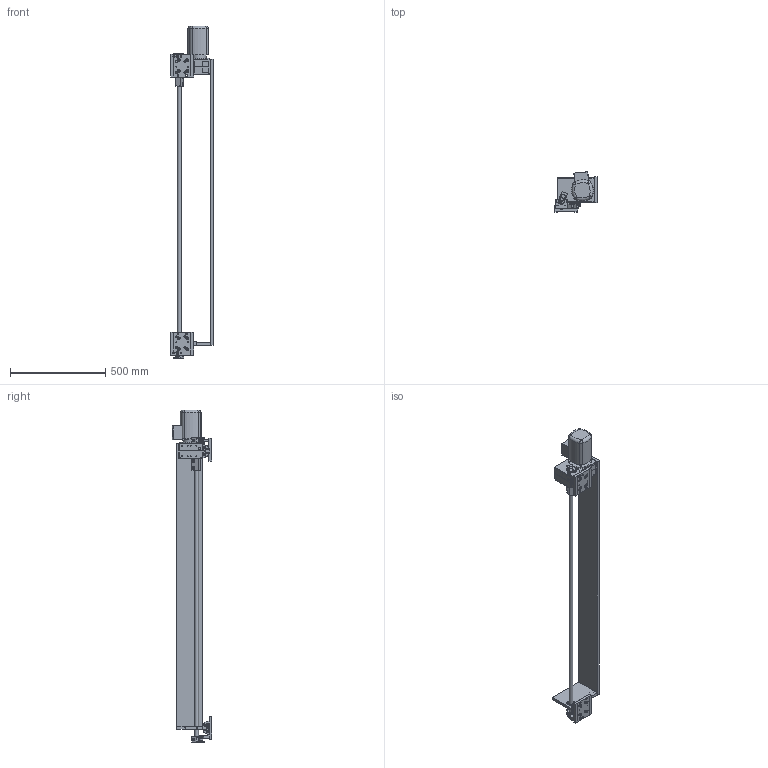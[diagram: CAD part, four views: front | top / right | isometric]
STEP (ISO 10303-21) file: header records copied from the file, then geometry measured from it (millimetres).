
FILE_DESCRIPTION((''),'2;1');
FILE_NAME('14658-202 - 1500.stp','2006-11-07T13:53:10',('Krister'),(''),'Autodesk Inventor 11','Autodesk Inventor 11','');
FILE_SCHEMA(('AUTOMOTIVE_DESIGN { 1 0 10303 214 1 1 1 1 }'));
Length unit declared in the file: millimetre
Products named in the file (27): 14658-202 - 1500; MEAB_MOVER; MEAB_MOVER-002; MEAB_MOVER-003; MEAB_MOVER-004; DIN 625 T1 - 6004 - 20 x 42 x 12; DIN 3760 - A - 20 x 32 x 7 - NBR; ISO 2338 - 8 h8 x 28; 56G4; 14658-106; 14658-103; 14658-105; ISO 4032 - M8; BMB 25; BMB 25 - 120; 14658-211; 14658-104; 14658-209-1500; 14658-205; 14658-107; 14658-102; NATV 6 PP; ISO 8735 - 6 x 28 - A; 14658-203; 14658-206; 14658-208-1500; 14658-107_MIR
Assembly tree (42 placements, depth 3):
  14658-202 - 1500
    MEAB_MOVER
      MEAB_MOVER-002
      MEAB_MOVER-003
      MEAB_MOVER-004
      DIN 625 T1 - 6004 - 20 x 42 x 12  x2
      DIN 3760 - A - 20 x 32 x 7 - NBR  x2
      ISO 2338 - 8 h8 x 28  x2
      56G4
    14658-106  x2
      14658-103
      14658-105
      ISO 4032 - M8
    BMB 25  x2
    BMB 25 - 120  x2
    14658-211
    14658-104  x2
    14658-209-1500
    14658-205
    DIN 625 T1 - 6004 - 20 x 42 x 12
    14658-107  x2
      14658-102
      NATV 6 PP
      ISO 8735 - 6 x 28 - A
      14658-104
    14658-203
    14658-206
    14658-208-1500
    14658-107_MIR
      14658-102
      NATV 6 PP
      ISO 8735 - 6 x 28 - A
      14658-104
Bounding box: 222.91 x 208.37 x 1741 mm (x, y, z)
Volume: 8512839.4 mm3; surface area: 1192974.7 mm2
Topology: 90 solids, 92 shells, 1457 faces, 3700 edges, 2407 vertices
Faces by surface type: plane 777, cylinder 414, cone 111, bspline 80, sphere 45, torus 30
Full cylindrical faces by diameter (mm): 3.242 x3, 3.5 x8, 4.3 x3, 4.917 x34, 5 x5, 6 x20, 6.5 x6, 6.647 x28, 6.8 x4, 7 x6, 8 x30, 9 x21, 11 x16, 11.8 x3, 12.05 x5, 14 x6, 15 x10, 19 x3, 19.9 x2, 20 x12, 24.2 x2, 27.172 x6, 28.5 x2, 30 x1, 32 x4, 34.828 x6, 42 x6, 60 x1, 80 x3, 120 x1
Entity records: 26880 total; most frequent: CARTESIAN_POINT 5964, DIRECTION 4384, ORIENTED_EDGE 3688, EDGE_CURVE 1844, AXIS2_PLACEMENT_3D 1665, EDGE_LOOP 1354, VERTEX_POINT 1346, VECTOR 1054
